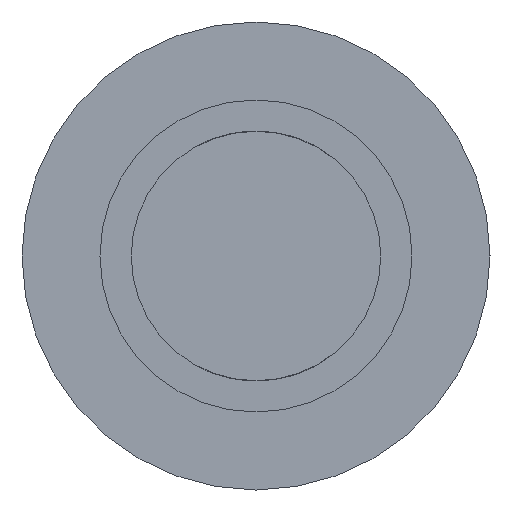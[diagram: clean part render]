
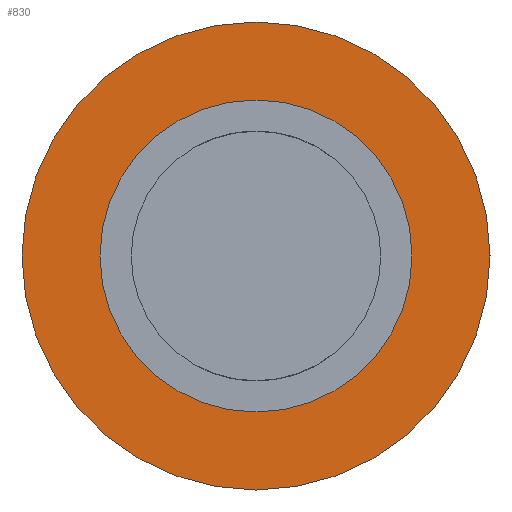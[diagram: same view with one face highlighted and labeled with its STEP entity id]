
A CAD part, left-side view. The second image highlights one B-rep face of the part: STEP entity #830.
In plain terms, the highlighted planar face has unit normal (-1, 0, 0).
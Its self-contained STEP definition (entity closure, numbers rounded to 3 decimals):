
#4 = AXIS2_PLACEMENT_3D ( 'NONE', #777, #232, #1036 ) ;
#20 = DIRECTION ( 'NONE',  ( 0., 0., -1. ) ) ;
#82 = VERTEX_POINT ( 'NONE', #963 ) ;
#100 = CIRCLE ( 'NONE', #920, 7.5 ) ;
#120 = DIRECTION ( 'NONE',  ( 0., 0., -1. ) ) ;
#154 = EDGE_LOOP ( 'NONE', ( #1079, #459 ) ) ;
#230 = DIRECTION ( 'NONE',  ( -1., 0., 0. ) ) ;
#232 = DIRECTION ( 'NONE',  ( -1., 0., 0. ) ) ;
#244 = EDGE_CURVE ( 'NONE', #382, #572, #438, .T. ) ;
#277 = CARTESIAN_POINT ( 'NONE',  ( -19.5, 0., 5. ) ) ;
#279 = DIRECTION ( 'NONE',  ( -1., 0., 0. ) ) ;
#311 = EDGE_LOOP ( 'NONE', ( #980, #780 ) ) ;
#350 = CIRCLE ( 'NONE', #1025, 7.5 ) ;
#352 = PLANE ( 'NONE',  #412 ) ;
#382 = VERTEX_POINT ( 'NONE', #401 ) ;
#389 = CARTESIAN_POINT ( 'NONE',  ( -19.5, 0., 7.5 ) ) ;
#401 = CARTESIAN_POINT ( 'NONE',  ( -19.5, 0., -5. ) ) ;
#411 = CARTESIAN_POINT ( 'NONE',  ( -19.5, 0., 0. ) ) ;
#412 = AXIS2_PLACEMENT_3D ( 'NONE', #1075, #279, #1089 ) ;
#438 = CIRCLE ( 'NONE', #4, 5. ) ;
#454 = FACE_OUTER_BOUND ( 'NONE', #311, .T. ) ;
#459 = ORIENTED_EDGE ( 'NONE', *, *, #633, .F. ) ;
#465 = CARTESIAN_POINT ( 'NONE',  ( -19.5, 0., 0. ) ) ;
#496 = DIRECTION ( 'NONE',  ( 0., 0., 1. ) ) ;
#547 = DIRECTION ( 'NONE',  ( 1., 0., 0. ) ) ;
#572 = VERTEX_POINT ( 'NONE', #277 ) ;
#633 = EDGE_CURVE ( 'NONE', #572, #382, #735, .T. ) ;
#643 = DIRECTION ( 'NONE',  ( 1., 0., 0. ) ) ;
#735 = CIRCLE ( 'NONE', #1014, 5. ) ;
#777 = CARTESIAN_POINT ( 'NONE',  ( -19.5, 0., 0. ) ) ;
#780 = ORIENTED_EDGE ( 'NONE', *, *, #1007, .F. ) ;
#830 = ADVANCED_FACE ( 'NONE', ( #1084, #454 ), #352, .T. ) ;
#848 = EDGE_CURVE ( 'NONE', #82, #1103, #350, .T. ) ;
#920 = AXIS2_PLACEMENT_3D ( 'NONE', #1111, #643, #120 ) ;
#963 = CARTESIAN_POINT ( 'NONE',  ( -19.5, 0., -7.5 ) ) ;
#980 = ORIENTED_EDGE ( 'NONE', *, *, #848, .F. ) ;
#1007 = EDGE_CURVE ( 'NONE', #1103, #82, #100, .T. ) ;
#1014 = AXIS2_PLACEMENT_3D ( 'NONE', #411, #230, #496 ) ;
#1025 = AXIS2_PLACEMENT_3D ( 'NONE', #465, #547, #20 ) ;
#1036 = DIRECTION ( 'NONE',  ( 0., 0., 1. ) ) ;
#1075 = CARTESIAN_POINT ( 'NONE',  ( -19.5, 4., 0. ) ) ;
#1079 = ORIENTED_EDGE ( 'NONE', *, *, #244, .F. ) ;
#1084 = FACE_BOUND ( 'NONE', #154, .T. ) ;
#1089 = DIRECTION ( 'NONE',  ( 0., 0., 1. ) ) ;
#1103 = VERTEX_POINT ( 'NONE', #389 ) ;
#1111 = CARTESIAN_POINT ( 'NONE',  ( -19.5, 0., 0. ) ) ;
